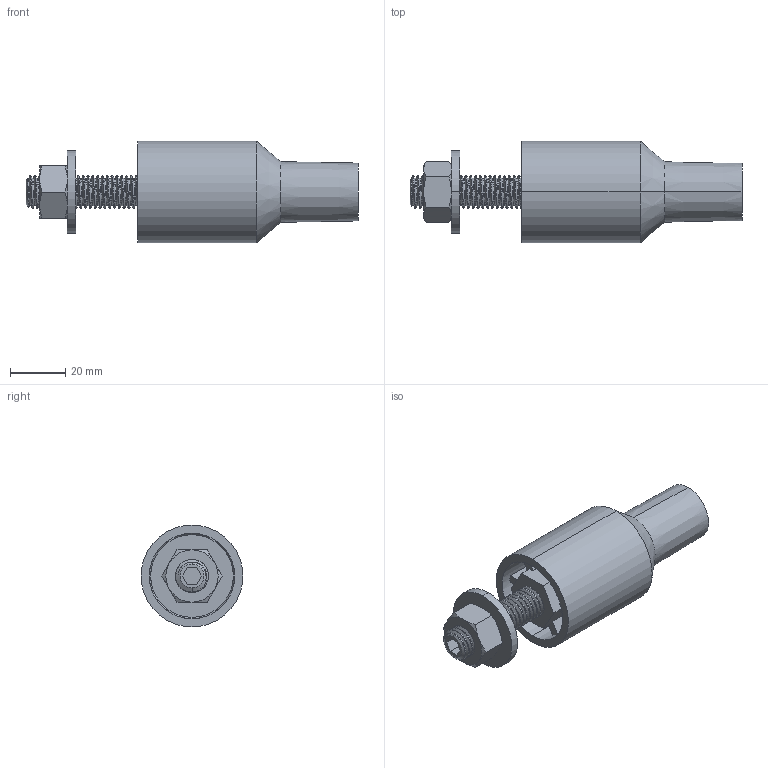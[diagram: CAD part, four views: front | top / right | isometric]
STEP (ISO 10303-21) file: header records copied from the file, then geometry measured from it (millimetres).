
FILE_DESCRIPTION (( 'STEP AP214' ), '1' );
FILE_NAME ('AMO_THERM_M12x12.STEP', '2022-01-19T13:37:23', ( '' ), ( '' ), 'SwSTEP 2.0', 'SolidWorks 2019', '' );
FILE_SCHEMA (( 'AUTOMOTIVE_DESIGN' ));
Length unit declared in the file: millimetre
Products named in the file (5): AMO_THERM_M12x180_0913002012_Vollstein_80_14_100_180_10__5; AMO_THERM_M12; AMO_THERM_M12x12; Skrutka DIN 913 Pre katalog_SKRUTKA M12X50 ; AMO_THERM_M12x180_0913002012_Vollstein_80_14_100_180_10__7
Assembly tree (4 placements, depth 2):
  AMO_THERM_M12x12
    AMO_THERM_M12x180_0913002012_Vollstein_80_14_100_180_10__5
    AMO_THERM_M12x180_0913002012_Vollstein_80_14_100_180_10__7
    AMO_THERM_M12
    Skrutka DIN 913 Pre katalog_SKRUTKA M12X50 
Bounding box: 120.56 x 37 x 37 mm (x, y, z)
Volume: 48038.4 mm3; surface area: 26213.4 mm2
Topology: 4 solids, 4 shells, 162 faces, 424 edges, 275 vertices
Faces by surface type: cylinder 71, plane 56, cone 32, bspline 3
Entity records: 18838 total; most frequent: CARTESIAN_POINT 14012, ORIENTED_EDGE 848, DIRECTION 673, EDGE_CURVE 424, VERTEX_POINT 275, AXIS2_PLACEMENT_3D 243, LINE 187, VECTOR 187
